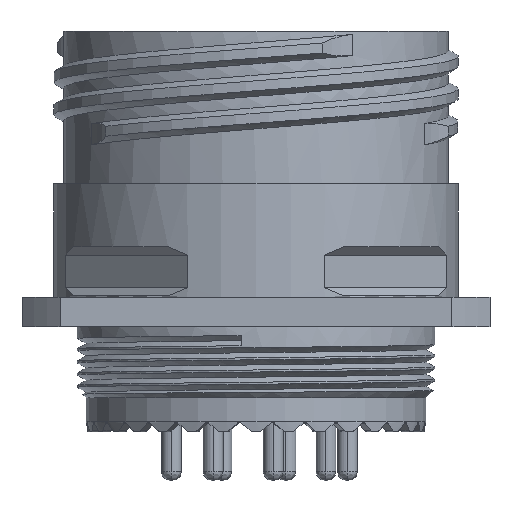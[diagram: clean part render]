
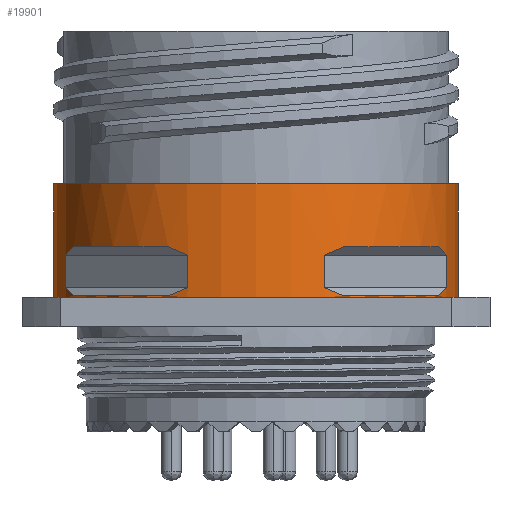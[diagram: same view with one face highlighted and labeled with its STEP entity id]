
A CAD part, left-side view. The second image highlights one B-rep face of the part: STEP entity #19901.
In plain terms, the highlighted cylindrical face has radius 15.773 mm (diameter 31.547 mm), a partial arc.
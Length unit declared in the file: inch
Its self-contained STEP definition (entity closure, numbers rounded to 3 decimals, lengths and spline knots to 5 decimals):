
#2770=CARTESIAN_POINT('',(0.,0.,0.3485));
#2771=DIRECTION('',(0.,0.,1.));
#2772=DIRECTION('',(0.,1.,0.));
#2773=AXIS2_PLACEMENT_3D('',#2770,#2771,#2772);
#2780=DIRECTION('',(0.,0.,1.));
#2781=VECTOR('',#2780,0.3485);
#2782=CARTESIAN_POINT('',(0.,0.621,0.));
#2783=LINE('',#2782,#2781);
#2784=DIRECTION('',(0.,0.,1.));
#2785=VECTOR('',#2784,0.3485);
#2786=CARTESIAN_POINT('',(0.,-0.621,0.));
#2787=LINE('',#2786,#2785);
#2788=CARTESIAN_POINT('',(0.,0.,0.));
#2789=DIRECTION('',(0.,0.,1.));
#2790=DIRECTION('',(0.,1.,0.));
#2791=AXIS2_PLACEMENT_3D('',#2788,#2789,#2790);
#2793=CARTESIAN_POINT('',(0.,0.,0.005));
#2794=DIRECTION('',(0.,0.,-1.));
#2795=DIRECTION('',(-0.901,0.434,0.));
#2796=AXIS2_PLACEMENT_3D('',#2793,#2794,#2795);
#2798=DIRECTION('',(0.,0.,-1.));
#2799=VECTOR('',#2798,0.1);
#2800=CARTESIAN_POINT('',(-0.5848,0.20893,0.13));
#2801=LINE('',#2800,#2799);
#2802=CARTESIAN_POINT('',(0.,0.,0.155));
#2803=DIRECTION('',(0.,0.,-1.));
#2804=DIRECTION('',(-0.901,0.434,0.));
#2805=AXIS2_PLACEMENT_3D('',#2802,#2803,#2804);
#2807=DIRECTION('',(0.,0.,-1.));
#2808=VECTOR('',#2807,0.1);
#2809=CARTESIAN_POINT('',(-0.20893,0.5848,0.13));
#2810=LINE('',#2809,#2808);
#2811=DIRECTION('',(0.,0.,-1.));
#2812=VECTOR('',#2811,0.1);
#2813=CARTESIAN_POINT('',(-0.5848,-0.20893,0.13));
#2814=LINE('',#2813,#2812);
#2815=CARTESIAN_POINT('',(0.,0.,0.005));
#2816=DIRECTION('',(0.,0.,-1.));
#2817=DIRECTION('',(-0.434,-0.901,0.));
#2818=AXIS2_PLACEMENT_3D('',#2815,#2816,#2817);
#2820=DIRECTION('',(0.,0.,-1.));
#2821=VECTOR('',#2820,0.1);
#2822=CARTESIAN_POINT('',(-0.20893,-0.5848,0.13));
#2823=LINE('',#2822,#2821);
#2824=CARTESIAN_POINT('',(0.,0.,0.155));
#2825=DIRECTION('',(0.,0.,-1.));
#2826=DIRECTION('',(-0.434,-0.901,0.));
#2827=AXIS2_PLACEMENT_3D('',#2824,#2825,#2826);
#14531=CARTESIAN_POINT('',(-0.26971,0.55937,0.005));
#14532=CARTESIAN_POINT('',(-0.24957,0.56908,
0.01237));
#14533=CARTESIAN_POINT('',(-0.22931,0.57752,
0.02074));
#14534=CARTESIAN_POINT('',(-0.20893,0.5848,0.03));
#14536=CARTESIAN_POINT('',(-0.5848,0.20893,0.03));
#14537=CARTESIAN_POINT('',(-0.57752,0.22931,
0.02074));
#14538=CARTESIAN_POINT('',(-0.56908,0.24957,
0.01237));
#14539=CARTESIAN_POINT('',(-0.55937,0.26971,0.005));
#14549=CARTESIAN_POINT('',(-0.55937,0.26971,0.155));
#14550=CARTESIAN_POINT('',(-0.56908,0.24957,
0.14763));
#14551=CARTESIAN_POINT('',(-0.57752,0.22931,
0.13926));
#14552=CARTESIAN_POINT('',(-0.5848,0.20893,0.13));
#14554=CARTESIAN_POINT('',(-0.20893,0.5848,0.13));
#14555=CARTESIAN_POINT('',(-0.22931,0.57752,
0.13926));
#14556=CARTESIAN_POINT('',(-0.24957,0.56908,
0.14763));
#14557=CARTESIAN_POINT('',(-0.26971,0.55937,0.155));
#14571=CARTESIAN_POINT('',(-0.55937,-0.26971,0.005));
#14572=CARTESIAN_POINT('',(-0.56908,-0.24957,
0.01237));
#14573=CARTESIAN_POINT('',(-0.57752,-0.22931,
0.02074));
#14574=CARTESIAN_POINT('',(-0.5848,-0.20893,0.03));
#14576=CARTESIAN_POINT('',(-0.20893,-0.5848,0.03));
#14577=CARTESIAN_POINT('',(-0.22931,-0.57752,
0.02074));
#14578=CARTESIAN_POINT('',(-0.24957,-0.56908,
0.01237));
#14579=CARTESIAN_POINT('',(-0.26971,-0.55937,0.005));
#14585=CARTESIAN_POINT('',(-0.26971,-0.55937,0.155));
#14586=CARTESIAN_POINT('',(-0.24957,-0.56908,
0.14763));
#14587=CARTESIAN_POINT('',(-0.22931,-0.57752,
0.13926));
#14588=CARTESIAN_POINT('',(-0.20893,-0.5848,0.13));
#14590=CARTESIAN_POINT('',(-0.5848,-0.20893,0.13));
#14591=CARTESIAN_POINT('',(-0.57752,-0.22931,
0.13926));
#14592=CARTESIAN_POINT('',(-0.56908,-0.24957,
0.14763));
#14593=CARTESIAN_POINT('',(-0.55937,-0.26971,0.155));
#16361=CARTESIAN_POINT('',(0.,0.621,0.));
#16362=CARTESIAN_POINT('',(0.,0.621,0.3485));
#16363=VERTEX_POINT('',#16361);
#16364=VERTEX_POINT('',#16362);
#16365=CARTESIAN_POINT('',(0.,-0.621,0.));
#16366=CARTESIAN_POINT('',(0.,-0.621,0.3485));
#16367=VERTEX_POINT('',#16365);
#16368=VERTEX_POINT('',#16366);
#16964=CARTESIAN_POINT('',(-0.26971,0.55937,0.005));
#16965=CARTESIAN_POINT('',(-0.55937,0.26971,0.005));
#16966=VERTEX_POINT('',#16964);
#16967=VERTEX_POINT('',#16965);
#16968=CARTESIAN_POINT('',(-0.20893,0.5848,0.03));
#16969=CARTESIAN_POINT('',(-0.5848,0.20893,0.03));
#16970=VERTEX_POINT('',#16968);
#16971=VERTEX_POINT('',#16969);
#16988=CARTESIAN_POINT('',(-0.55937,-0.26971,0.005));
#16989=CARTESIAN_POINT('',(-0.26971,-0.55937,0.005));
#16990=VERTEX_POINT('',#16988);
#16991=VERTEX_POINT('',#16989);
#16992=CARTESIAN_POINT('',(-0.5848,-0.20893,0.03));
#16993=CARTESIAN_POINT('',(-0.20893,-0.5848,0.03));
#16994=VERTEX_POINT('',#16992);
#16995=VERTEX_POINT('',#16993);
#16996=CARTESIAN_POINT('',(-0.55937,0.26971,0.155));
#16997=CARTESIAN_POINT('',(-0.26971,0.55937,0.155));
#16998=VERTEX_POINT('',#16996);
#16999=VERTEX_POINT('',#16997);
#17000=CARTESIAN_POINT('',(-0.5848,0.20893,0.13));
#17001=CARTESIAN_POINT('',(-0.20893,0.5848,0.13));
#17002=VERTEX_POINT('',#17000);
#17003=VERTEX_POINT('',#17001);
#17020=CARTESIAN_POINT('',(-0.26971,-0.55937,0.155));
#17021=CARTESIAN_POINT('',(-0.55937,-0.26971,0.155));
#17022=VERTEX_POINT('',#17020);
#17023=VERTEX_POINT('',#17021);
#17024=CARTESIAN_POINT('',(-0.20893,-0.5848,0.13));
#17025=CARTESIAN_POINT('',(-0.5848,-0.20893,0.13));
#17026=VERTEX_POINT('',#17024);
#17027=VERTEX_POINT('',#17025);
#19851=CARTESIAN_POINT('',(0.,0.,0.87905));
#19852=DIRECTION('',(0.,0.,-1.));
#19853=DIRECTION('',(0.,-1.,0.));
#19854=AXIS2_PLACEMENT_3D('',#19851,#19852,#19853);
#19855=CYLINDRICAL_SURFACE('',#19854,0.621);
#19857=ORIENTED_EDGE('',*,*,#19856,.T.);
#19858=ORIENTED_EDGE('',*,*,#19840,.T.);
#19860=ORIENTED_EDGE('',*,*,#19859,.F.);
#19862=ORIENTED_EDGE('',*,*,#19861,.F.);
#19863=EDGE_LOOP('',(#19857,#19858,#19860,#19862));
#19864=FACE_OUTER_BOUND('',#19863,.F.);
#19866=ORIENTED_EDGE('',*,*,#19865,.F.);
#19868=ORIENTED_EDGE('',*,*,#19867,.F.);
#19870=ORIENTED_EDGE('',*,*,#19869,.F.);
#19872=ORIENTED_EDGE('',*,*,#19871,.F.);
#19874=ORIENTED_EDGE('',*,*,#19873,.T.);
#19876=ORIENTED_EDGE('',*,*,#19875,.F.);
#19878=ORIENTED_EDGE('',*,*,#19877,.T.);
#19880=ORIENTED_EDGE('',*,*,#19879,.F.);
#19881=EDGE_LOOP('',(#19866,#19868,#19870,#19872,#19874,#19876,#19878,#19880));
#19882=FACE_BOUND('',#19881,.F.);
#19884=ORIENTED_EDGE('',*,*,#19883,.T.);
#19886=ORIENTED_EDGE('',*,*,#19885,.F.);
#19888=ORIENTED_EDGE('',*,*,#19887,.F.);
#19890=ORIENTED_EDGE('',*,*,#19889,.F.);
#19892=ORIENTED_EDGE('',*,*,#19891,.F.);
#19894=ORIENTED_EDGE('',*,*,#19893,.F.);
#19896=ORIENTED_EDGE('',*,*,#19895,.T.);
#19898=ORIENTED_EDGE('',*,*,#19897,.F.);
#19899=EDGE_LOOP('',(#19884,#19886,#19888,#19890,#19892,#19894,#19896,#19898));
#19900=FACE_BOUND('',#19899,.F.);
#19901=ADVANCED_FACE('',(#19864,#19882,#19900),#19855,.T.);
#2774=CIRCLE('',#2773,0.621);
#2792=CIRCLE('',#2791,0.621);
#2797=CIRCLE('',#2796,0.621);
#2806=CIRCLE('',#2805,0.621);
#2819=CIRCLE('',#2818,0.621);
#2828=CIRCLE('',#2827,0.621);
#14535=B_SPLINE_CURVE_WITH_KNOTS('',3,(#14531,#14532,#14533,#14534),
.UNSPECIFIED.,.F.,.F.,(4,4),(0.,1.),.UNSPECIFIED.);
#14540=B_SPLINE_CURVE_WITH_KNOTS('',3,(#14536,#14537,#14538,#14539),
.UNSPECIFIED.,.F.,.F.,(4,4),(0.,1.),.UNSPECIFIED.);
#14553=B_SPLINE_CURVE_WITH_KNOTS('',3,(#14549,#14550,#14551,#14552),
.UNSPECIFIED.,.F.,.F.,(4,4),(0.,1.),.UNSPECIFIED.);
#14558=B_SPLINE_CURVE_WITH_KNOTS('',3,(#14554,#14555,#14556,#14557),
.UNSPECIFIED.,.F.,.F.,(4,4),(0.,1.),.UNSPECIFIED.);
#14575=B_SPLINE_CURVE_WITH_KNOTS('',3,(#14571,#14572,#14573,#14574),
.UNSPECIFIED.,.F.,.F.,(4,4),(0.,1.),.UNSPECIFIED.);
#14580=B_SPLINE_CURVE_WITH_KNOTS('',3,(#14576,#14577,#14578,#14579),
.UNSPECIFIED.,.F.,.F.,(4,4),(0.,1.),.UNSPECIFIED.);
#14589=B_SPLINE_CURVE_WITH_KNOTS('',3,(#14585,#14586,#14587,#14588),
.UNSPECIFIED.,.F.,.F.,(4,4),(0.,1.),.UNSPECIFIED.);
#14594=B_SPLINE_CURVE_WITH_KNOTS('',3,(#14590,#14591,#14592,#14593),
.UNSPECIFIED.,.F.,.F.,(4,4),(0.,1.),.UNSPECIFIED.);
#19840=EDGE_CURVE('',#16364,#16368,#2774,.T.);
#19856=EDGE_CURVE('',#16363,#16364,#2783,.T.);
#19859=EDGE_CURVE('',#16367,#16368,#2787,.T.);
#19861=EDGE_CURVE('',#16363,#16367,#2792,.T.);
#19865=EDGE_CURVE('',#16967,#16966,#2797,.T.);
#19867=EDGE_CURVE('',#16971,#16967,#14540,.T.);
#19869=EDGE_CURVE('',#17002,#16971,#2801,.T.);
#19871=EDGE_CURVE('',#16998,#17002,#14553,.T.);
#19873=EDGE_CURVE('',#16998,#16999,#2806,.T.);
#19875=EDGE_CURVE('',#17003,#16999,#14558,.T.);
#19877=EDGE_CURVE('',#17003,#16970,#2810,.T.);
#19879=EDGE_CURVE('',#16966,#16970,#14535,.T.);
#19883=EDGE_CURVE('',#17027,#16994,#2814,.T.);
#19885=EDGE_CURVE('',#16990,#16994,#14575,.T.);
#19887=EDGE_CURVE('',#16991,#16990,#2819,.T.);
#19889=EDGE_CURVE('',#16995,#16991,#14580,.T.);
#19891=EDGE_CURVE('',#17026,#16995,#2823,.T.);
#19893=EDGE_CURVE('',#17022,#17026,#14589,.T.);
#19895=EDGE_CURVE('',#17022,#17023,#2828,.T.);
#19897=EDGE_CURVE('',#17027,#17023,#14594,.T.);
